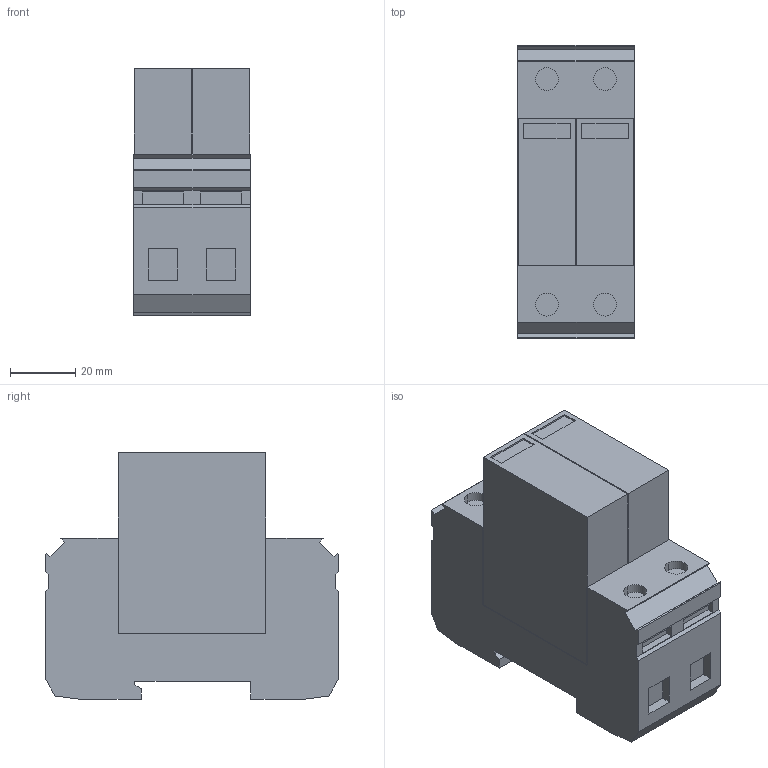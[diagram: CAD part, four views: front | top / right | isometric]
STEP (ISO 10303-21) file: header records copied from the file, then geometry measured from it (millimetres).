
FILE_DESCRIPTION(('STEP AP214'),'1');
FILE_NAME('cctmp_E0B258CA-89D4-4259-958B-AAB0C6001092_2023_07_21_23_21_46_0961..stp','2023-07-21T21:21:48',('SIEMENS A&D'),('CADClick - www.CADClick.com'),'Spatial InterOp 3D postprocessed',' ','unknown authorization');
FILE_SCHEMA(('AUTOMOTIVE_DESIGN'));
Length unit declared in the file: millimetre
Products named in the file (1): 2023_07_21_23_21_46_0953
Bounding box: 35.6 x 89.8 x 75.5 mm (x, y, z)
Volume: 187184.4 mm3; surface area: 28805.5 mm2
Topology: 1 solids, 1 shells, 116 faces, 292 edges, 192 vertices
Faces by surface type: plane 108, cylinder 8
Entity records: 3786 total; most frequent: CARTESIAN_POINT 601, ORIENTED_EDGE 584, DIRECTION 542, EDGE_CURVE 292, LINE 276, VECTOR 276, VERTEX_POINT 192, AXIS2_PLACEMENT_3D 133
